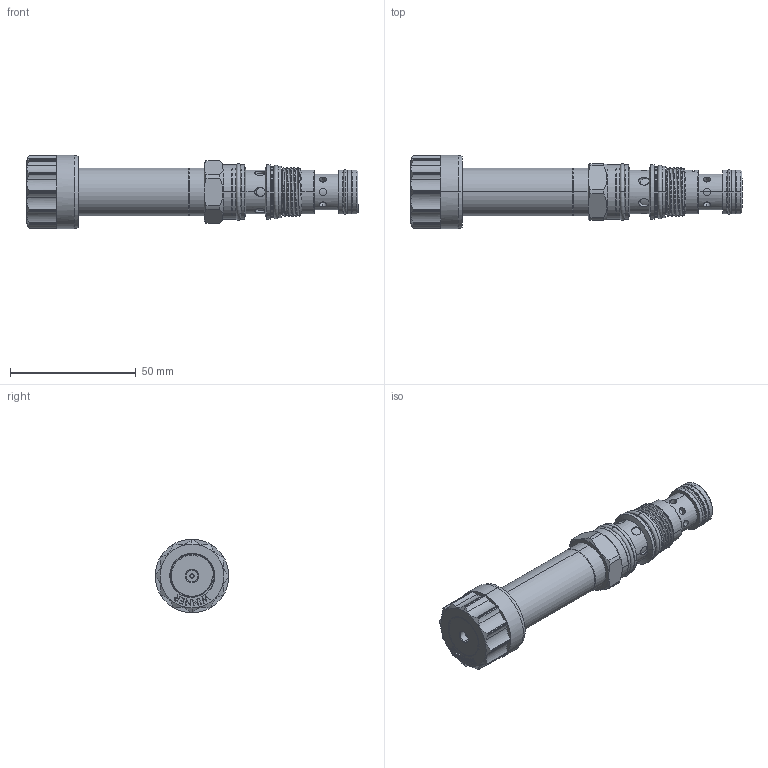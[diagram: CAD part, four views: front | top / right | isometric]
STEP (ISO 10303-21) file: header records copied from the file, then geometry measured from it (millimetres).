
FILE_DESCRIPTION (( 'STEP AP203' ), '1' );
FILE_NAME ('PPD11A3D-P-74.STEP', '2016-07-27T05:46:08', ( '' ), ( '' ), 'SwSTEP 2.0', 'SolidWorks 2012', '' );
FILE_SCHEMA (( 'CONFIG_CONTROL_DESIGN' ));
Length unit declared in the file: millimetre
Products named in the file (1): PPD11A3D-P-74
Bounding box: 131.83 x 29.2 x 29.2 mm (x, y, z)
Volume: 42643.4 mm3; surface area: 17847.6 mm2
Topology: 6 solids, 6 shells, 456 faces, 1096 edges, 697 vertices
Faces by surface type: cylinder 209, plane 129, cone 74, torus 31, bspline 12, sphere 1
Entity records: 18589 total; most frequent: CARTESIAN_POINT 8060, ORIENTED_EDGE 2192, DIRECTION 2166, EDGE_CURVE 1096, AXIS2_PLACEMENT_3D 848, VERTEX_POINT 697, EDGE_LOOP 507, VECTOR 470
